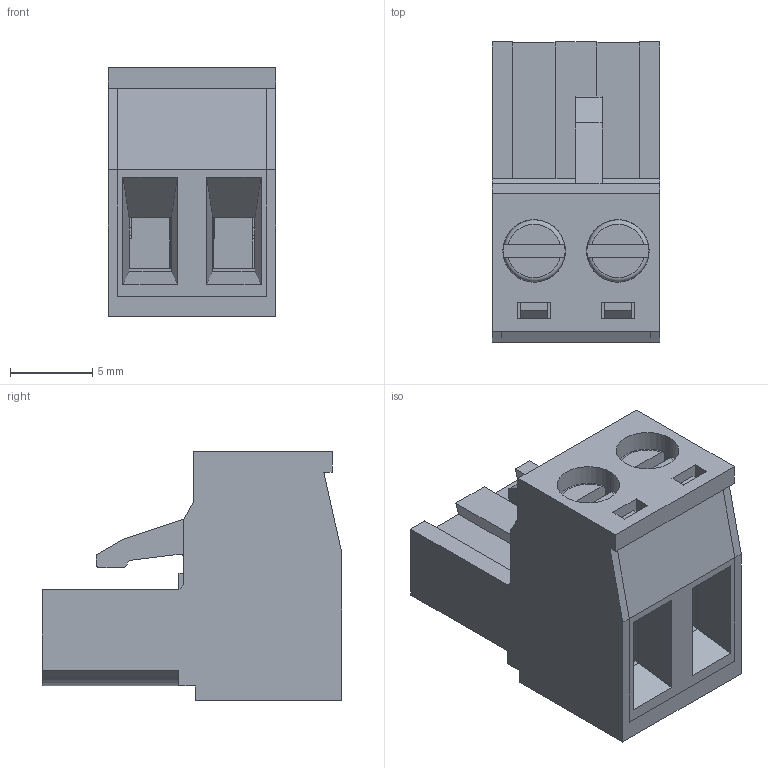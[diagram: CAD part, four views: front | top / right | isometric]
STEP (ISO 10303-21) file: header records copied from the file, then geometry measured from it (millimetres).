
FILE_DESCRIPTION(('STEP AP214'),'1');
FILE_NAME('691351500002.stp','2015-07-30T09:37:36',('TraceParts'),('TraceParts S.A.'),'Spatial InterOp 3D',' ',' ');
FILE_SCHEMA(('automotive_design'));
Length unit declared in the file: millimetre
Products named in the file (8): Assem1|NAUO1#691340500002;691340500002; Assem1|NAUO2#6913405000xx_CAGE;6913405000xx_CAGE; Assem1|NAUO3#6913405000xx_CAGE;6913405000xx_CAGE; Assem1|NAUO4#6913405000xx_PIN;6913405000xx_PIN; Assem1|NAUO5#6913405000xx_PIN;6913405000xx_PIN; Assem1|NAUO6#6913405000xx_VISSE;6913405000xx_VISSE; Assem1|NAUO7#6913405000xx_VISSE;6913405000xx_VISSE; Assem1|NAUO8#691340500002_CAPOT;691340500002_CAPOT
Bounding box: 10.16 x 18.2 x 15.1 mm (x, y, z)
Volume: 1226.3 mm3; surface area: 3421.8 mm2
Topology: 8 solids, 8 shells, 533 faces, 1456 edges, 950 vertices
Faces by surface type: plane 359, cylinder 158, cone 8, torus 8
Entity records: 21249 total; most frequent: CARTESIAN_POINT 3059, ORIENTED_EDGE 2912, DIRECTION 2852, EDGE_CURVE 1456, LINE 1078, VECTOR 1078, VERTEX_POINT 950, AXIS2_PLACEMENT_3D 887
